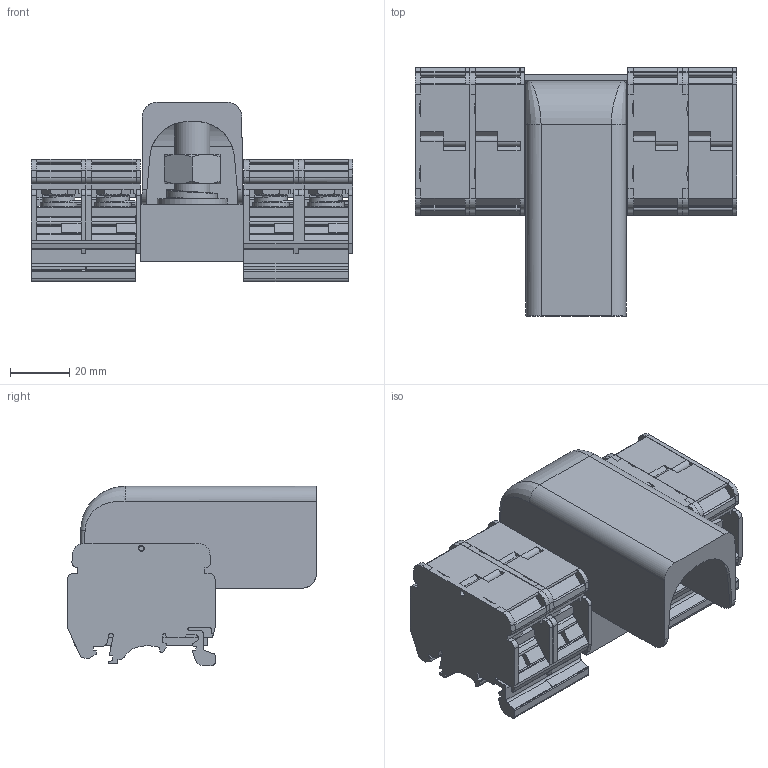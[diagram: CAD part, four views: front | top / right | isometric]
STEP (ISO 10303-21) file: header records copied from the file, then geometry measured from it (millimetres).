
FILE_DESCRIPTION(/* description */ ('Unknown'),/* implementation_level */ '2;1');
FILE_NAME(/* name */ 'DBK150-M6C-1X4_GY_3D',/* time_stamp */ '2019-10-22T16:52:33+05:00',/* author */ ('Unknown'),/* organization */ ('Unknown'),/* preprocessor_version */ 'ST-DEVELOPER v16.7',/* originating_system */ 'DEX',/* authorisation */ $);
FILE_SCHEMA (('AUTOMOTIVE_DESIGN {1 0 10303 214 3 1 1}'));
Products named in the file (1): DBK150-M6C-1X4
Bounding box: 109.1 x 84.38 x 60.75 mm (x, y, z)
Volume: 137450.6 mm3; surface area: 77208.9 mm2
Topology: 1 solids, 13 shells, 1484 faces, 4388 edges, 2890 vertices
Faces by surface type: plane 1004, cylinder 365, cone 45, bspline 34, sphere 24, torus 12
Full cylindrical faces by diameter (mm): 1.98 x4, 5.999 x8, 6 x8, 6.599 x4, 6.6 x4, 12 x2, 12.499 x4, 12.5 x4, 23.7 x1
Entity records: 60787 total; most frequent: CARTESIAN_POINT 11694, ORIENTED_EDGE 8372, DIRECTION 7627, EDGE_CURVE 4186, LINE 2987, VECTOR 2987, VERTEX_POINT 2804, AXIS2_PLACEMENT_3D 2320
